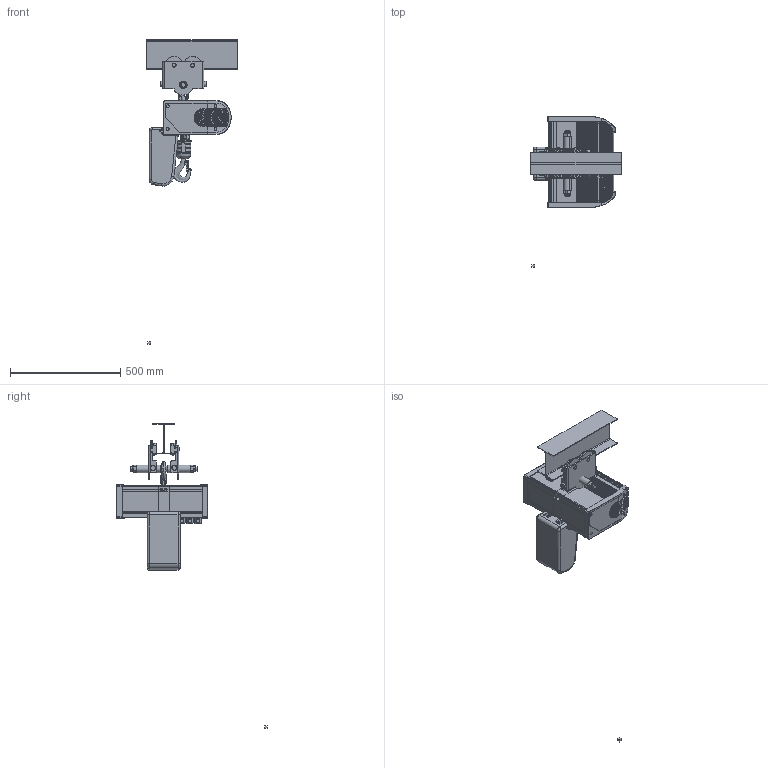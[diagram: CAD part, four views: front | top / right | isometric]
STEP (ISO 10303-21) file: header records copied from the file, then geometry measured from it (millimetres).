
FILE_DESCRIPTION(('STEP AP214'),'1');
FILE_NAME('temp1.stp','2014-09-19T05:43:19',(' '),(' '),'Spatial InterOp 3D',' ',' ');
FILE_SCHEMA(('automotive_design'));
Length unit declared in the file: millimetre
Products named in the file (31): Crane_3D; Fixing; Frame2; K05_Cframe2; K05_Lframe2; K05_Rframe2; Hoi05EPl; H1-1448600_CLX05-PUSH; Cover_1; K5_konecover2; K5_koneco1; K5_konecover3; HoiChaBag_K5_2; Hoi_Man2_tro; Hoi_C1_tro1; Hoi_C1_tro2; kpt_NUT; DIN_935-M20; Shaft; Hoi_KX5_Upp_Hook; 53101094_1_MODEL; 53101533_1; Hook_KX020_2; Block_K52; K05Lhook; 53101534_1_MODEL-1; 53101535_1; HoiGir; Part_constr_2d
Assembly tree (30 placements, depth 5):
  Crane_3D
    Fixing
    H1-1448600_CLX05-PUSH
      Frame2
        K05_Cframe2
        K05_Lframe2
        K05_Rframe2
        Hoi05EPl
      Cover_1
        K5_konecover2
        K5_koneco1
        K5_konecover3
      HoiChaBag_K5_2
      Hoi_Man2_tro
        Hoi_C1_tro1
        Hoi_C1_tro2
        kpt_NUT
          DIN_935-M20
        Shaft
        kpt_NUT
          DIN_935-M20
      Hoi_KX5_Upp_Hook
        53101094_1_MODEL
        53101533_1
    Hook_KX020_2
      Block_K52
      K05Lhook
        53101534_1_MODEL-1
        53101535_1
    HoiGir
    Part_constr_2d
Bounding box: 410 x 683 x 1383.33 mm (x, y, z)
Volume: 6170701.1 mm3; surface area: 2140384.4 mm2
Topology: 22 solids, 22 shells, 2990 faces, 8433 edges, 5465 vertices
Faces by surface type: cylinder 1411, plane 1232, torus 154, bspline 117, cone 66, sphere 10
Entity records: 171846 total; most frequent: CARTESIAN_POINT 48833, ORIENTED_EDGE 16848, DIRECTION 16570, EDGE_CURVE 8424, STYLED_ITEM 6945, PRESENTATION_STYLE_ASSIGNMENT 6945, COLOUR_RGB 6945, AXIS2_PLACEMENT_3D 5938
